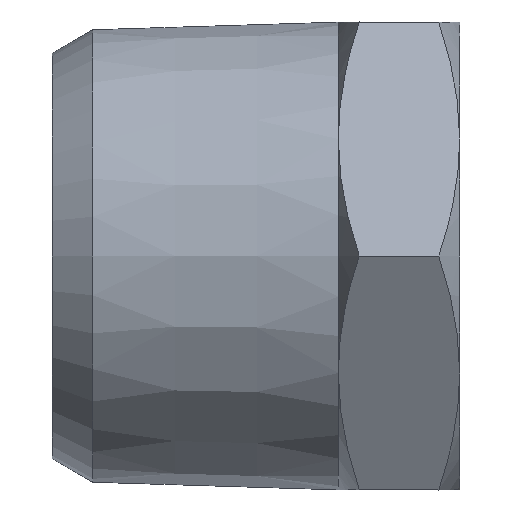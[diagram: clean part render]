
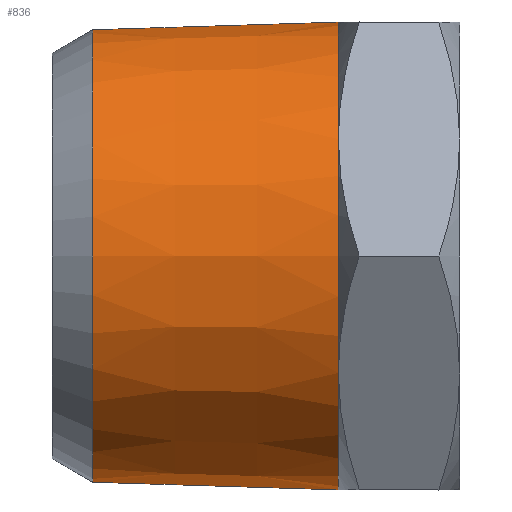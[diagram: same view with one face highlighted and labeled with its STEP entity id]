
A CAD part, left-side view. The second image highlights one B-rep face of the part: STEP entity #836.
In plain terms, the highlighted conical face has half-angle 1.79 degrees and reference radius 13.05 mm.
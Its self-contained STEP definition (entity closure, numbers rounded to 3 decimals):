
#55 = VERTEX_POINT ( 'NONE', #463 ) ;
#73 = CIRCLE ( 'NONE', #615, 13.493 ) ;
#86 = CARTESIAN_POINT ( 'NONE',  ( 0., 21.162, 13.05 ) ) ;
#126 = VECTOR ( 'NONE', #1100, 1000. ) ;
#146 = CARTESIAN_POINT ( 'NONE',  ( 0., 21.162, 13.05 ) ) ;
#158 = EDGE_CURVE ( 'NONE', #1022, #55, #73, .T. ) ;
#176 = DIRECTION ( 'NONE',  ( 0., -1., 0. ) ) ;
#216 = DIRECTION ( 'NONE',  ( 0., -1., 0. ) ) ;
#228 = EDGE_LOOP ( 'NONE', ( #830, #758, #834, #1007 ) ) ;
#248 = EDGE_CURVE ( 'NONE', #460, #1022, #1093, .T. ) ;
#296 = DIRECTION ( 'NONE',  ( 0., 1., 0. ) ) ;
#304 = VERTEX_POINT ( 'NONE', #411 ) ;
#389 = CARTESIAN_POINT ( 'NONE',  ( 0., 7., 0. ) ) ;
#400 = DIRECTION ( 'NONE',  ( 0., 0., -1. ) ) ;
#411 = CARTESIAN_POINT ( 'NONE',  ( 0., 21.162, -13.05 ) ) ;
#434 = AXIS2_PLACEMENT_3D ( 'NONE', #735, #296, #400 ) ;
#460 = VERTEX_POINT ( 'NONE', #86 ) ;
#463 = CARTESIAN_POINT ( 'NONE',  ( 0., 7., -13.493 ) ) ;
#474 = CONICAL_SURFACE ( 'NONE', #507, 13.05, 0.031 ) ;
#507 = AXIS2_PLACEMENT_3D ( 'NONE', #847, #176, #598 ) ;
#598 = DIRECTION ( 'NONE',  ( 0., 0., -1. ) ) ;
#615 = AXIS2_PLACEMENT_3D ( 'NONE', #389, #216, #900 ) ;
#623 = CARTESIAN_POINT ( 'NONE',  ( 0., 21.162, -13.05 ) ) ;
#633 = EDGE_CURVE ( 'NONE', #304, #55, #1064, .T. ) ;
#675 = EDGE_CURVE ( 'NONE', #304, #460, #887, .T. ) ;
#688 = VECTOR ( 'NONE', #1065, 1000. ) ;
#702 = FACE_OUTER_BOUND ( 'NONE', #228, .T. ) ;
#735 = CARTESIAN_POINT ( 'NONE',  ( 0., 21.162, 0. ) ) ;
#758 = ORIENTED_EDGE ( 'NONE', *, *, #675, .F. ) ;
#830 = ORIENTED_EDGE ( 'NONE', *, *, #248, .F. ) ;
#834 = ORIENTED_EDGE ( 'NONE', *, *, #633, .T. ) ;
#836 = ADVANCED_FACE ( 'NONE', ( #702 ), #474, .T. ) ;
#847 = CARTESIAN_POINT ( 'NONE',  ( 0., 21.162, 0. ) ) ;
#887 = CIRCLE ( 'NONE', #434, 13.05 ) ;
#900 = DIRECTION ( 'NONE',  ( 0., 0., -1. ) ) ;
#976 = CARTESIAN_POINT ( 'NONE',  ( 0., 7., 13.493 ) ) ;
#1007 = ORIENTED_EDGE ( 'NONE', *, *, #158, .F. ) ;
#1022 = VERTEX_POINT ( 'NONE', #976 ) ;
#1064 = LINE ( 'NONE', #623, #688 ) ;
#1065 = DIRECTION ( 'NONE',  ( 0., -1., -0.031 ) ) ;
#1093 = LINE ( 'NONE', #146, #126 ) ;
#1100 = DIRECTION ( 'NONE',  ( 0., -1., 0.031 ) ) ;
